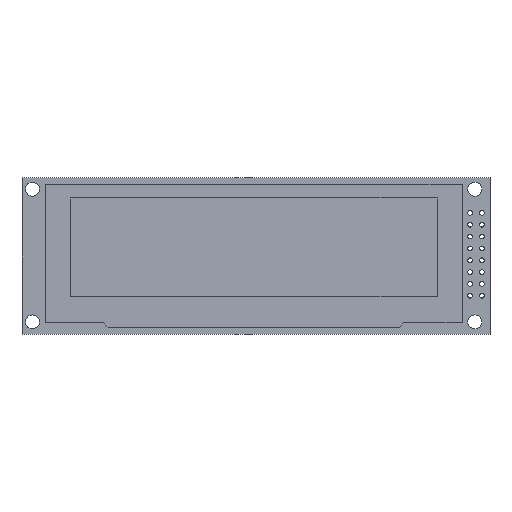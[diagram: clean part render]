
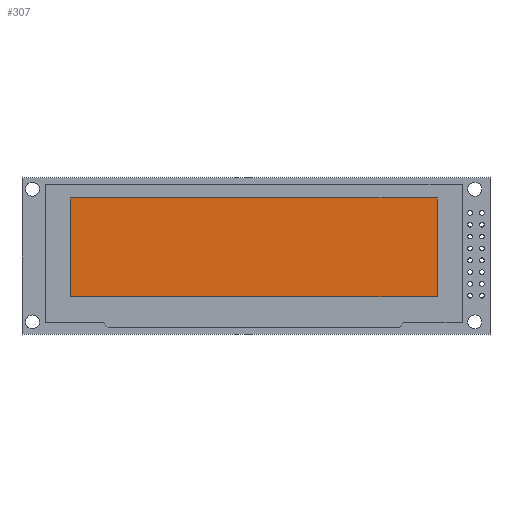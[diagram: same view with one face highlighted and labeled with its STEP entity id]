
A CAD part, top view. The second image highlights one B-rep face of the part: STEP entity #307.
In plain terms, the highlighted planar face has unit normal (0, 0, 1).
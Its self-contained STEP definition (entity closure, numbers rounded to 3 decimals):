
#114 = LINE ( 'NONE', #2837, #2161 ) ;
#307 = ADVANCED_FACE ( 'NONE', ( #2474 ), #1530, .T. ) ;
#317 = CARTESIAN_POINT ( 'NONE',  ( 89.15, 8.12, 3.5 ) ) ;
#325 = DIRECTION ( 'NONE',  ( 0., 1., 0. ) ) ;
#436 = ORIENTED_EDGE ( 'NONE', *, *, #2147, .T. ) ;
#498 = VERTEX_POINT ( 'NONE', #1615 ) ;
#675 = LINE ( 'NONE', #1336, #1123 ) ;
#809 = CARTESIAN_POINT ( 'NONE',  ( 10.35, 29.3, 3.5 ) ) ;
#859 = VERTEX_POINT ( 'NONE', #809 ) ;
#889 = DIRECTION ( 'NONE',  ( 1., 0., 0. ) ) ;
#916 = VERTEX_POINT ( 'NONE', #317 ) ;
#1042 = ORIENTED_EDGE ( 'NONE', *, *, #1364, .T. ) ;
#1123 = VECTOR ( 'NONE', #889, 1000. ) ;
#1157 = AXIS2_PLACEMENT_3D ( 'NONE', #2649, #1755, #2206 ) ;
#1217 = VECTOR ( 'NONE', #325, 1000. ) ;
#1233 = ORIENTED_EDGE ( 'NONE', *, *, #2387, .T. ) ;
#1249 = EDGE_CURVE ( 'NONE', #498, #859, #114, .T. ) ;
#1336 = CARTESIAN_POINT ( 'NONE',  ( 10.35, 8.12, 3.5 ) ) ;
#1341 = CARTESIAN_POINT ( 'NONE',  ( 10.35, 8.12, 3.5 ) ) ;
#1364 = EDGE_CURVE ( 'NONE', #916, #498, #2403, .T. ) ;
#1508 = ORIENTED_EDGE ( 'NONE', *, *, #1249, .T. ) ;
#1518 = LINE ( 'NONE', #2459, #2097 ) ;
#1530 = PLANE ( 'NONE',  #1157 ) ;
#1615 = CARTESIAN_POINT ( 'NONE',  ( 89.15, 29.3, 3.5 ) ) ;
#1755 = DIRECTION ( 'NONE',  ( 0., 0., 1. ) ) ;
#1850 = EDGE_LOOP ( 'NONE', ( #1042, #1508, #436, #1233 ) ) ;
#1942 = VERTEX_POINT ( 'NONE', #1341 ) ;
#2097 = VECTOR ( 'NONE', #2491, 1000. ) ;
#2147 = EDGE_CURVE ( 'NONE', #859, #1942, #1518, .T. ) ;
#2152 = DIRECTION ( 'NONE',  ( -1., 0., 0. ) ) ;
#2161 = VECTOR ( 'NONE', #2152, 1000. ) ;
#2206 = DIRECTION ( 'NONE',  ( 1., 0., 0. ) ) ;
#2387 = EDGE_CURVE ( 'NONE', #1942, #916, #675, .T. ) ;
#2403 = LINE ( 'NONE', #2874, #1217 ) ;
#2459 = CARTESIAN_POINT ( 'NONE',  ( 10.35, 29.3, 3.5 ) ) ;
#2474 = FACE_OUTER_BOUND ( 'NONE', #1850, .T. ) ;
#2491 = DIRECTION ( 'NONE',  ( 0., -1., 0. ) ) ;
#2649 = CARTESIAN_POINT ( 'NONE',  ( 49.75, 18.71, 3.5 ) ) ;
#2837 = CARTESIAN_POINT ( 'NONE',  ( 89.15, 29.3, 3.5 ) ) ;
#2874 = CARTESIAN_POINT ( 'NONE',  ( 89.15, 8.12, 3.5 ) ) ;
